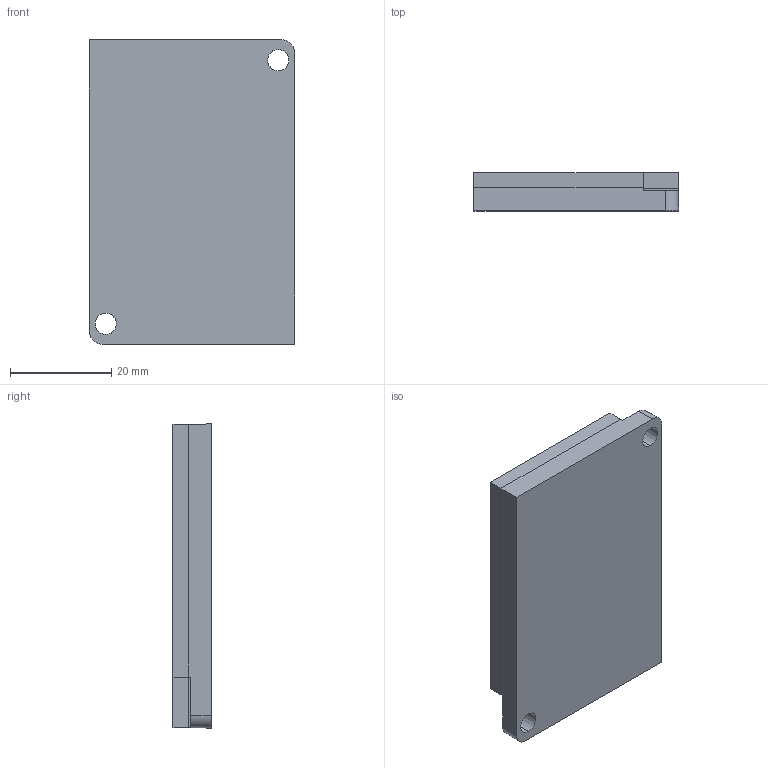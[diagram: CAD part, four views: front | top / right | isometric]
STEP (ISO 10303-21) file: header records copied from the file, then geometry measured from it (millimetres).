
FILE_DESCRIPTION (( 'STEP AP203' ), '1' );
FILE_NAME ('0664412.STEP', '2008-01-31T14:53:03', ( ' ' ), ( '' ), 'SwSTEP 2.0', 'SolidWorks 2008', '' );
FILE_SCHEMA (( 'CONFIG_CONTROL_DESIGN' ));
Length unit declared in the file: millimetre
Products named in the file (1): 0664412
Bounding box: 40.5 x 7.5 x 60 mm (x, y, z)
Volume: 17527.6 mm3; surface area: 6383.4 mm2
Topology: 1 solids, 1 shells, 26 faces, 64 edges, 40 vertices
Faces by surface type: plane 20, cone 4, cylinder 2
Entity records: 837 total; most frequent: CARTESIAN_POINT 143, ORIENTED_EDGE 128, DIRECTION 122, EDGE_CURVE 64, VECTOR 52, LINE 52, VERTEX_POINT 40, AXIS2_PLACEMENT_3D 35
